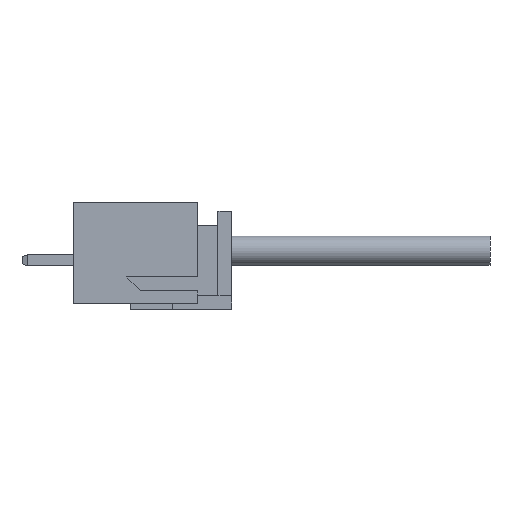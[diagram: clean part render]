
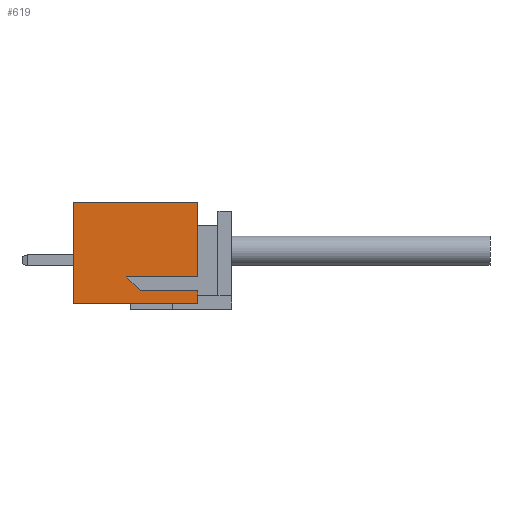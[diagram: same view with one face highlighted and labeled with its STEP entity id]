
A CAD part, left-side view. The second image highlights one B-rep face of the part: STEP entity #619.
In plain terms, the highlighted planar face has unit normal (-1, 0, 0).
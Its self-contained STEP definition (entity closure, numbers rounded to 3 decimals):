
#3 = CARTESIAN_POINT ( 'NONE',  ( -6.087, -2.489, 7.214 ) ) ;
#83 = EDGE_CURVE ( 'NONE', #2068, #4047, #1350, .T. ) ;
#171 = DIRECTION ( 'NONE',  ( 0., 0.707, -0.707 ) ) ;
#481 = CARTESIAN_POINT ( 'NONE',  ( -6.087, -2.489, 7.214 ) ) ;
#499 = LINE ( 'NONE', #12301, #1061 ) ;
#619 = ADVANCED_FACE ( 'NONE', ( #6487 ), #10713, .T. ) ;
#1050 = ORIENTED_EDGE ( 'NONE', *, *, #4618, .F. ) ;
#1061 = VECTOR ( 'NONE', #10036, 1000. ) ;
#1099 = DIRECTION ( 'NONE',  ( 0., 0., 1. ) ) ;
#1163 = ORIENTED_EDGE ( 'NONE', *, *, #5563, .T. ) ;
#1225 = EDGE_CURVE ( 'NONE', #3439, #2068, #5455, .T. ) ;
#1350 = LINE ( 'NONE', #2691, #3226 ) ;
#1388 = LINE ( 'NONE', #481, #12116 ) ;
#1526 = CARTESIAN_POINT ( 'NONE',  ( -6.087, 3.353, 0. ) ) ;
#1613 = CARTESIAN_POINT ( 'NONE',  ( -6.087, -1.778, 7.214 ) ) ;
#1786 = CARTESIAN_POINT ( 'NONE',  ( -6.087, -0.965, 3.073 ) ) ;
#1970 = LINE ( 'NONE', #7148, #10786 ) ;
#2025 = EDGE_CURVE ( 'NONE', #4047, #10626, #6244, .T. ) ;
#2068 = VERTEX_POINT ( 'NONE', #3395 ) ;
#2691 = CARTESIAN_POINT ( 'NONE',  ( -6.087, -1.778, 3.886 ) ) ;
#3226 = VECTOR ( 'NONE', #171, 1000. ) ;
#3395 = CARTESIAN_POINT ( 'NONE',  ( -6.087, -1.778, 3.886 ) ) ;
#3439 = VERTEX_POINT ( 'NONE', #1613 ) ;
#3511 = AXIS2_PLACEMENT_3D ( 'NONE', #12917, #11710, #1099 ) ;
#3661 = ORIENTED_EDGE ( 'NONE', *, *, #2025, .T. ) ;
#4047 = VERTEX_POINT ( 'NONE', #5325 ) ;
#4129 = DIRECTION ( 'NONE',  ( 0., 0., -1. ) ) ;
#4480 = VECTOR ( 'NONE', #13859, 1000. ) ;
#4618 = EDGE_CURVE ( 'NONE', #5861, #13930, #10428, .T. ) ;
#4735 = DIRECTION ( 'NONE',  ( 0., 1., 0. ) ) ;
#5270 = EDGE_CURVE ( 'NONE', #13930, #6079, #8354, .T. ) ;
#5325 = CARTESIAN_POINT ( 'NONE',  ( -6.087, -0.965, 3.073 ) ) ;
#5394 = CARTESIAN_POINT ( 'NONE',  ( -6.087, -1.778, 7.214 ) ) ;
#5455 = LINE ( 'NONE', #5394, #11172 ) ;
#5563 = EDGE_CURVE ( 'NONE', #10626, #7582, #1970, .T. ) ;
#5861 = VERTEX_POINT ( 'NONE', #3 ) ;
#6079 = VERTEX_POINT ( 'NONE', #1526 ) ;
#6244 = LINE ( 'NONE', #1786, #12273 ) ;
#6291 = DIRECTION ( 'NONE',  ( 0., 1., 0. ) ) ;
#6487 = FACE_OUTER_BOUND ( 'NONE', #13965, .T. ) ;
#7073 = EDGE_CURVE ( 'NONE', #7582, #6079, #499, .T. ) ;
#7148 = CARTESIAN_POINT ( 'NONE',  ( -6.087, -2.489, 7.214 ) ) ;
#7402 = CARTESIAN_POINT ( 'NONE',  ( -6.087, -2.489, 0.711 ) ) ;
#7453 = EDGE_CURVE ( 'NONE', #5861, #3439, #1388, .T. ) ;
#7582 = VERTEX_POINT ( 'NONE', #12499 ) ;
#8354 = LINE ( 'NONE', #10328, #4480 ) ;
#8389 = DIRECTION ( 'NONE',  ( 0., 0., -1. ) ) ;
#8517 = VECTOR ( 'NONE', #8389, 1000. ) ;
#8755 = ORIENTED_EDGE ( 'NONE', *, *, #5270, .F. ) ;
#9580 = ORIENTED_EDGE ( 'NONE', *, *, #83, .T. ) ;
#9846 = CARTESIAN_POINT ( 'NONE',  ( -6.087, -0.965, 7.214 ) ) ;
#9897 = CARTESIAN_POINT ( 'NONE',  ( -6.087, -2.489, 0. ) ) ;
#10036 = DIRECTION ( 'NONE',  ( 0., 0., -1. ) ) ;
#10328 = CARTESIAN_POINT ( 'NONE',  ( -6.087, -2.489, 0. ) ) ;
#10428 = LINE ( 'NONE', #7402, #8517 ) ;
#10626 = VERTEX_POINT ( 'NONE', #9846 ) ;
#10713 = PLANE ( 'NONE',  #3511 ) ;
#10786 = VECTOR ( 'NONE', #6291, 1000. ) ;
#11047 = ORIENTED_EDGE ( 'NONE', *, *, #7453, .T. ) ;
#11172 = VECTOR ( 'NONE', #4129, 1000. ) ;
#11486 = ORIENTED_EDGE ( 'NONE', *, *, #7073, .T. ) ;
#11710 = DIRECTION ( 'NONE',  ( -1., 0., 0. ) ) ;
#12116 = VECTOR ( 'NONE', #4735, 1000. ) ;
#12273 = VECTOR ( 'NONE', #13862, 1000. ) ;
#12301 = CARTESIAN_POINT ( 'NONE',  ( -6.087, 3.353, 0.711 ) ) ;
#12499 = CARTESIAN_POINT ( 'NONE',  ( -6.087, 3.353, 7.214 ) ) ;
#12917 = CARTESIAN_POINT ( 'NONE',  ( -6.087, -2.489, 0.711 ) ) ;
#13362 = ORIENTED_EDGE ( 'NONE', *, *, #1225, .T. ) ;
#13859 = DIRECTION ( 'NONE',  ( 0., 1., 0. ) ) ;
#13862 = DIRECTION ( 'NONE',  ( 0., 0., 1. ) ) ;
#13930 = VERTEX_POINT ( 'NONE', #9897 ) ;
#13965 = EDGE_LOOP ( 'NONE', ( #9580, #3661, #1163, #11486, #8755, #1050, #11047, #13362 ) ) ;
